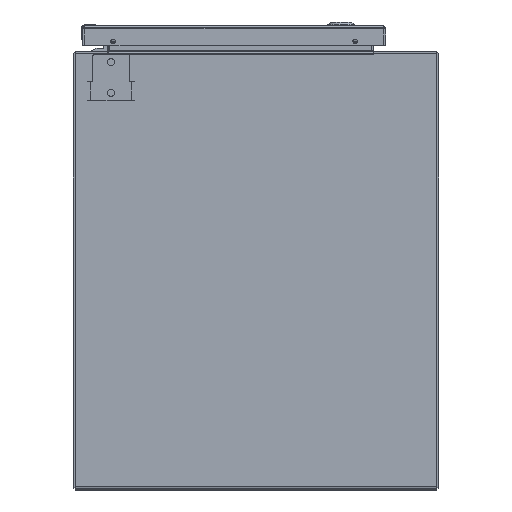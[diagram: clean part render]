
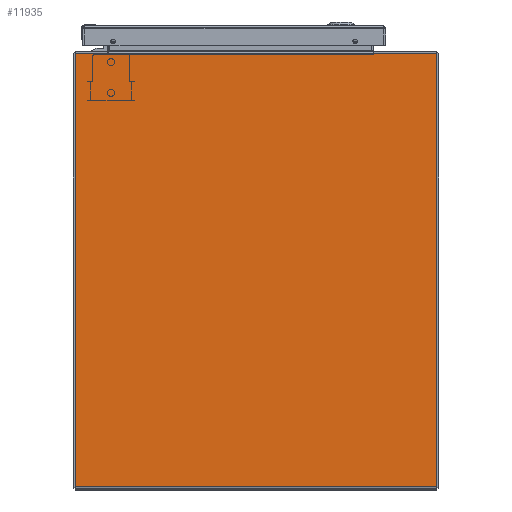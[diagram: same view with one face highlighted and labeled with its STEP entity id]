
A CAD part, left-side view. The second image highlights one B-rep face of the part: STEP entity #11935.
In plain terms, the highlighted planar face has unit normal (-1, 0, 0).
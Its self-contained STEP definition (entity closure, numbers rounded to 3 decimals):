
#403 = LINE ( 'NONE', #44818, #74926 ) ;
#652 = ORIENTED_EDGE ( 'NONE', *, *, #21323, .T. ) ;
#1242 = EDGE_CURVE ( 'NONE', #44646, #44448, #46322, .T. ) ;
#1561 = EDGE_LOOP ( 'NONE', ( #13042, #34205, #97480, #24500, #1773, #70298, #82652, #652, #31377, #75631, #80524, #31391 ) ) ;
#1773 = ORIENTED_EDGE ( 'NONE', *, *, #89807, .T. ) ;
#2127 = VECTOR ( 'NONE', #83346, 39.37 ) ;
#4360 = AXIS2_PLACEMENT_3D ( 'NONE', #33340, #63472, #11141 ) ;
#5009 = LINE ( 'NONE', #34103, #10173 ) ;
#7485 = DIRECTION ( 'NONE',  ( -1., 0., 0. ) ) ;
#8229 = VERTEX_POINT ( 'NONE', #54760 ) ;
#9243 = DIRECTION ( 'NONE',  ( 0., 1., 0. ) ) ;
#9368 = LINE ( 'NONE', #14488, #57947 ) ;
#10173 = VECTOR ( 'NONE', #35568, 39.37 ) ;
#10317 = DIRECTION ( 'NONE',  ( 0., 0., -1. ) ) ;
#11141 = DIRECTION ( 'NONE',  ( 0., 0., 1. ) ) ;
#11935 = ADVANCED_FACE ( 'NONE', ( #93181 ), #41305, .T. ) ;
#13042 = ORIENTED_EDGE ( 'NONE', *, *, #74765, .T. ) ;
#14488 = CARTESIAN_POINT ( 'NONE',  ( -17.25, -7.425, 8.963 ) ) ;
#15861 = CARTESIAN_POINT ( 'NONE',  ( -17.25, -7.38, 8.918 ) ) ;
#16032 = CARTESIAN_POINT ( 'NONE',  ( -17.25, 7.425, 8.918 ) ) ;
#16711 = CARTESIAN_POINT ( 'NONE',  ( -17.25, -7.38, 8.963 ) ) ;
#17220 = VECTOR ( 'NONE', #50776, 39.37 ) ;
#19168 = CARTESIAN_POINT ( 'NONE',  ( -17.25, -7.425, 8.921 ) ) ;
#19523 = CARTESIAN_POINT ( 'NONE',  ( -17.25, -7.425, 8.921 ) ) ;
#20087 = AXIS2_PLACEMENT_3D ( 'NONE', #86766, #64037, #70476 ) ;
#21323 = EDGE_CURVE ( 'NONE', #31057, #59848, #48820, .T. ) ;
#22777 = DIRECTION ( 'NONE',  ( 0., 0., 1. ) ) ;
#23230 = CARTESIAN_POINT ( 'NONE',  ( -17.25, 7.38, 8.963 ) ) ;
#24500 = ORIENTED_EDGE ( 'NONE', *, *, #25450, .F. ) ;
#25450 = EDGE_CURVE ( 'NONE', #95436, #73221, #403, .T. ) ;
#27656 = EDGE_CURVE ( 'NONE', #79633, #70628, #5009, .T. ) ;
#27829 = CARTESIAN_POINT ( 'NONE',  ( -17.25, -7.425, 8.918 ) ) ;
#29192 = LINE ( 'NONE', #87976, #55313 ) ;
#30926 = LINE ( 'NONE', #38805, #86738 ) ;
#31057 = VERTEX_POINT ( 'NONE', #39155 ) ;
#31377 = ORIENTED_EDGE ( 'NONE', *, *, #68605, .T. ) ;
#31391 = ORIENTED_EDGE ( 'NONE', *, *, #27656, .T. ) ;
#32508 = CARTESIAN_POINT ( 'NONE',  ( -17.25, 7.425, 8.963 ) ) ;
#33340 = CARTESIAN_POINT ( 'NONE',  ( -17.25, 7.38, 8.918 ) ) ;
#34103 = CARTESIAN_POINT ( 'NONE',  ( -17.25, 6.091, 8.921 ) ) ;
#34205 = ORIENTED_EDGE ( 'NONE', *, *, #87031, .T. ) ;
#34879 = EDGE_CURVE ( 'NONE', #8229, #63219, #79293, .T. ) ;
#35568 = DIRECTION ( 'NONE',  ( 0., 0.174, 0.985 ) ) ;
#38805 = CARTESIAN_POINT ( 'NONE',  ( -17.25, -7.425, 8.963 ) ) ;
#39155 = CARTESIAN_POINT ( 'NONE',  ( -17.25, -4.848, 8.962 ) ) ;
#40398 = LINE ( 'NONE', #32508, #63971 ) ;
#41305 = PLANE ( 'NONE',  #20087 ) ;
#44448 = VERTEX_POINT ( 'NONE', #16711 ) ;
#44646 = VERTEX_POINT ( 'NONE', #27829 ) ;
#44818 = CARTESIAN_POINT ( 'NONE',  ( -17.25, -7.425, -8.826 ) ) ;
#46322 = CIRCLE ( 'NONE', #65218, 0.045 ) ;
#46886 = CIRCLE ( 'NONE', #4360, 0.045 ) ;
#48820 = LINE ( 'NONE', #57203, #17220 ) ;
#50776 = DIRECTION ( 'NONE',  ( 0., 0.174, -0.985 ) ) ;
#52038 = VERTEX_POINT ( 'NONE', #16032 ) ;
#53207 = LINE ( 'NONE', #53693, #2127 ) ;
#53693 = CARTESIAN_POINT ( 'NONE',  ( -17.25, -7.425, 8.963 ) ) ;
#54760 = CARTESIAN_POINT ( 'NONE',  ( -17.25, -4.825, 8.921 ) ) ;
#55313 = VECTOR ( 'NONE', #88463, 39.37 ) ;
#56682 = DIRECTION ( 'NONE',  ( 0., 1., 0. ) ) ;
#57203 = CARTESIAN_POINT ( 'NONE',  ( -17.25, -4.848, 8.963 ) ) ;
#57947 = VECTOR ( 'NONE', #82126, 39.37 ) ;
#59848 = VERTEX_POINT ( 'NONE', #80295 ) ;
#60102 = DIRECTION ( 'NONE',  ( 0., 0., 1. ) ) ;
#63118 = EDGE_CURVE ( 'NONE', #44448, #31057, #9368, .T. ) ;
#63219 = VERTEX_POINT ( 'NONE', #94256 ) ;
#63472 = DIRECTION ( 'NONE',  ( -1., 0., 0. ) ) ;
#63971 = VECTOR ( 'NONE', #10317, 39.37 ) ;
#64037 = DIRECTION ( 'NONE',  ( -1., 0., 0. ) ) ;
#65218 = AXIS2_PLACEMENT_3D ( 'NONE', #15861, #7485, #22777 ) ;
#66723 = VECTOR ( 'NONE', #56682, 39.37 ) ;
#67623 = CARTESIAN_POINT ( 'NONE',  ( -17.25, 7.425, -8.826 ) ) ;
#68605 = EDGE_CURVE ( 'NONE', #59848, #8229, #29192, .T. ) ;
#70298 = ORIENTED_EDGE ( 'NONE', *, *, #1242, .T. ) ;
#70476 = DIRECTION ( 'NONE',  ( 0., 0., 1. ) ) ;
#70628 = VERTEX_POINT ( 'NONE', #75244 ) ;
#71016 = VERTEX_POINT ( 'NONE', #23230 ) ;
#73221 = VERTEX_POINT ( 'NONE', #67623 ) ;
#74765 = EDGE_CURVE ( 'NONE', #70628, #71016, #53207, .T. ) ;
#74926 = VECTOR ( 'NONE', #9243, 39.37 ) ;
#75244 = CARTESIAN_POINT ( 'NONE',  ( -17.25, 6.098, 8.963 ) ) ;
#75631 = ORIENTED_EDGE ( 'NONE', *, *, #34879, .T. ) ;
#79293 = LINE ( 'NONE', #19523, #85863 ) ;
#79411 = LINE ( 'NONE', #19168, #66723 ) ;
#79633 = VERTEX_POINT ( 'NONE', #97618 ) ;
#80295 = CARTESIAN_POINT ( 'NONE',  ( -17.25, -4.841, 8.92 ) ) ;
#80524 = ORIENTED_EDGE ( 'NONE', *, *, #96756, .T. ) ;
#81570 = EDGE_CURVE ( 'NONE', #52038, #73221, #40398, .T. ) ;
#82126 = DIRECTION ( 'NONE',  ( 0., 1., 0. ) ) ;
#82652 = ORIENTED_EDGE ( 'NONE', *, *, #63118, .T. ) ;
#82774 = CARTESIAN_POINT ( 'NONE',  ( -17.25, -7.425, -8.826 ) ) ;
#83346 = DIRECTION ( 'NONE',  ( 0., 1., 0. ) ) ;
#85863 = VECTOR ( 'NONE', #95063, 39.37 ) ;
#86738 = VECTOR ( 'NONE', #60102, 39.37 ) ;
#86766 = CARTESIAN_POINT ( 'NONE',  ( -17.25, -7.425, 8.963 ) ) ;
#87031 = EDGE_CURVE ( 'NONE', #71016, #52038, #46886, .T. ) ;
#87976 = CARTESIAN_POINT ( 'NONE',  ( -17.25, -4.833, 8.92 ) ) ;
#88463 = DIRECTION ( 'NONE',  ( 0., 1., 0. ) ) ;
#89807 = EDGE_CURVE ( 'NONE', #95436, #44646, #30926, .T. ) ;
#93181 = FACE_OUTER_BOUND ( 'NONE', #1561, .T. ) ;
#94256 = CARTESIAN_POINT ( 'NONE',  ( -17.25, 6.075, 8.92 ) ) ;
#95063 = DIRECTION ( 'NONE',  ( 0., 1., 0. ) ) ;
#95436 = VERTEX_POINT ( 'NONE', #82774 ) ;
#96756 = EDGE_CURVE ( 'NONE', #63219, #79633, #79411, .T. ) ;
#97480 = ORIENTED_EDGE ( 'NONE', *, *, #81570, .T. ) ;
#97618 = CARTESIAN_POINT ( 'NONE',  ( -17.25, 6.091, 8.921 ) ) ;
